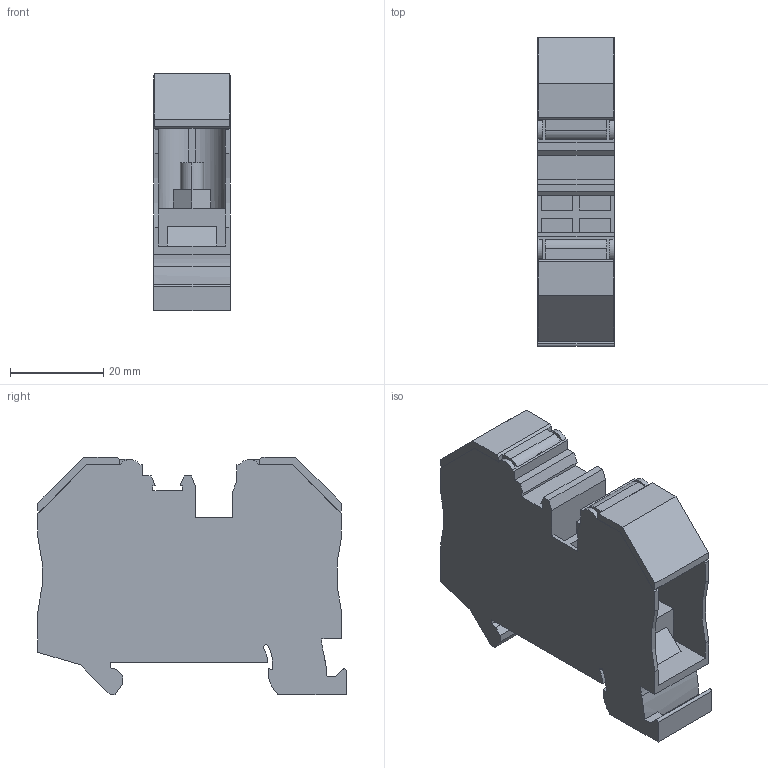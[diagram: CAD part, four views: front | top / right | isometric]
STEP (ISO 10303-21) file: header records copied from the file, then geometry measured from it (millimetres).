
FILE_DESCRIPTION(('Creo Elements/Direct Modeling STEP Export'),'2;1');
FILE_NAME('model.stp','2019-11-28T 0:15:39',(''),(''),'Creo Elements/Direct Modeling STEP processor for AP214 (Solid Model)','Creo Elements/Direct Modeling 20.1A 29-Sep-2018 (C) Parametric Technology GmbH','');
FILE_SCHEMA(('AUTOMOTIVE_DESIGN { 1 0 10303 214 1 1 1 1 }'));
Length unit declared in the file: millimetre
Products named in the file (2): RTO_5-TC_BU-SELECT
Assembly tree (1 placements, depth 2):
  RTO_5-TC_BU-SELECT
    RTO_5-TC_BU-SELECT
Bounding box: 16.3 x 66 x 50.85 mm (x, y, z)
Volume: 27116.3 mm3; surface area: 14814.7 mm2
Topology: 1 solids, 1 shells, 162 faces, 476 edges, 312 vertices
Faces by surface type: plane 132, cylinder 26, extrusion 4
Entity records: 6510 total; most frequent: CARTESIAN_POINT 983, ORIENTED_EDGE 952, DIRECTION 792, EDGE_CURVE 476, VECTOR 390, LINE 386, VERTEX_POINT 312, AXIS2_PLACEMENT_3D 201
